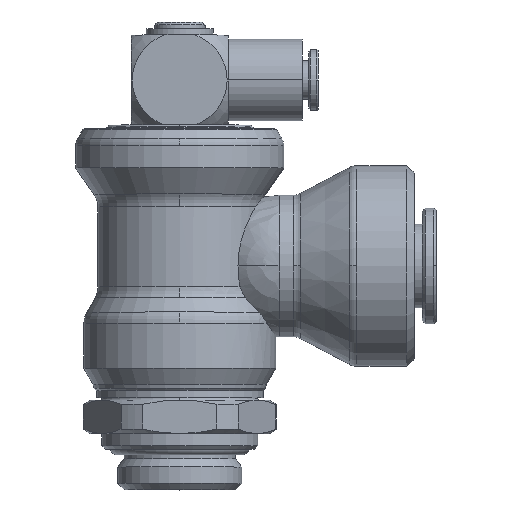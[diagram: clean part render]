
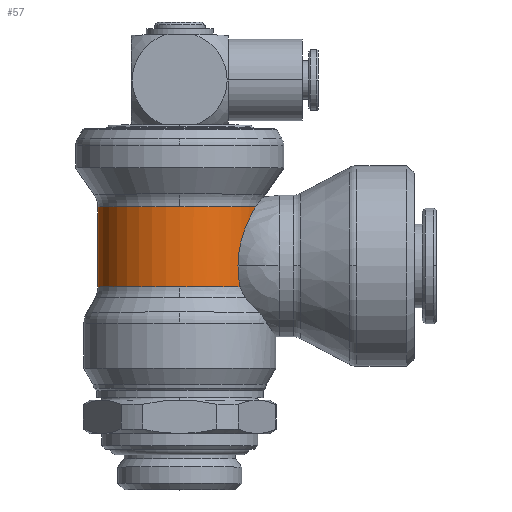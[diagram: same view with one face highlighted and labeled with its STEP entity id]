
A CAD part, top view. The second image highlights one B-rep face of the part: STEP entity #57.
In plain terms, the highlighted cylindrical face has radius 11 mm (diameter 22 mm), a partial arc.
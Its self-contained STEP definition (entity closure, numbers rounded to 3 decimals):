
#57=ADVANCED_FACE('',(#234),#235,.T.);
#234=FACE_OUTER_BOUND('',#579,.T.);
#235=CYLINDRICAL_SURFACE('',#580,11.);
#579=EDGE_LOOP('',(#995,#996,#997,#998,#999,#1000,#1001));
#580=AXIS2_PLACEMENT_3D('',#1002,#1003,#1004);
#995=ORIENTED_EDGE('',*,*,#2256,.F.);
#996=ORIENTED_EDGE('',*,*,#2257,.T.);
#997=ORIENTED_EDGE('',*,*,#2258,.T.);
#998=ORIENTED_EDGE('',*,*,#2259,.T.);
#999=ORIENTED_EDGE('',*,*,#2260,.T.);
#1000=ORIENTED_EDGE('',*,*,#2212,.F.);
#1001=ORIENTED_EDGE('',*,*,#2215,.F.);
#1002=CARTESIAN_POINT('',(0.0,20.618,0.0));
#1003=DIRECTION('',(0.0,1.0,0.0));
#1004=DIRECTION('',(-1.0,0.0,0.0));
#2212=EDGE_CURVE('',#2621,#2623,#2624,.T.);
#2215=EDGE_CURVE('',#2626,#2621,#2628,.T.);
#2256=EDGE_CURVE('',#2698,#2626,#2699,.T.);
#2257=EDGE_CURVE('',#2698,#2700,#2701,.T.);
#2258=EDGE_CURVE('',#2700,#2702,#2703,.T.);
#2259=EDGE_CURVE('',#2702,#2704,#2705,.T.);
#2260=EDGE_CURVE('',#2704,#2623,#2706,.T.);
#2621=VERTEX_POINT('',#3281);
#2623=VERTEX_POINT('',#3283);
#2624=CIRCLE('',#3284,11.);
#2626=VERTEX_POINT('',#3316);
#2628=CIRCLE('',#3318,11.);
#2698=VERTEX_POINT('',#3400);
#2699=LINE('',#3401,#3402);
#2700=VERTEX_POINT('',#3403);
#2701=CIRCLE('',#3404,11.);
#2702=VERTEX_POINT('',#3405);
#2703=CIRCLE('',#3406,11.);
#2704=VERTEX_POINT('',#3407);
#2705=B_SPLINE_CURVE_WITH_KNOTS('',3,(#3408,#3409,#3410,#3411,#3412,#3413,#3414,#3415,#3416,#3417,#3418,#3419,#3420,#3421,#3422,#3423,#3424,#3425,#3426,#3427),.UNSPECIFIED.,.F.,.F.,(4,2,2,2,2,2,2,2,2,4),(0.924,1.848,2.771,3.695,5.698,7.7,9.703,11.705,12.564,13.424),.UNSPECIFIED.);
#2706=B_SPLINE_CURVE_WITH_KNOTS('',3,(#3428,#3429,#3430,#3431,#3432,#3433,#3434,#3435,#3436,#3437,#3438,#3439,#3440,#3441,#3442,#3443,#3444,#3445,#3446,#3447),.UNSPECIFIED.,.F.,.F.,(4,2,2,2,2,2,2,2,2,4),(0.924,1.848,2.771,3.695,5.698,7.7,9.703,11.705,12.564,13.424),.UNSPECIFIED.);
#3281=CARTESIAN_POINT('',(0.,25.992,11.));
#3283=CARTESIAN_POINT('',(10.189,25.992,4.146));
#3284=AXIS2_PLACEMENT_3D('',#4581,#4582,#4583);
#3316=CARTESIAN_POINT('',(-11.,25.992,0.));
#3318=AXIS2_PLACEMENT_3D('',#4587,#4588,#4589);
#3400=CARTESIAN_POINT('',(-11.,15.245,0.));
#3401=CARTESIAN_POINT('',(-11.,20.618,0.));
#3402=VECTOR('',#4686,1.0);
#3403=CARTESIAN_POINT('',(0.,15.245,11.));
#3404=AXIS2_PLACEMENT_3D('',#4687,#4688,#4689);
#3405=CARTESIAN_POINT('',(8.121,15.245,7.419));
#3406=AXIS2_PLACEMENT_3D('',#4690,#4691,#4692);
#3407=CARTESIAN_POINT('',(7.827,18.05,7.729));
#3408=CARTESIAN_POINT('',(8.144,15.14,7.395));
#3409=CARTESIAN_POINT('',(8.076,15.453,7.47));
#3410=CARTESIAN_POINT('',(8.016,15.778,7.533));
#3411=CARTESIAN_POINT('',(7.92,16.434,7.634));
#3412=CARTESIAN_POINT('',(7.884,16.766,7.671));
#3413=CARTESIAN_POINT('',(7.838,17.42,7.718));
#3414=CARTESIAN_POINT('',(7.827,17.742,7.729));
#3415=CARTESIAN_POINT('',(7.827,18.718,7.729));
#3416=CARTESIAN_POINT('',(7.878,19.404,7.678));
#3417=CARTESIAN_POINT('',(8.084,20.759,7.461));
#3418=CARTESIAN_POINT('',(8.239,21.428,7.294));
#3419=CARTESIAN_POINT('',(8.62,22.697,6.839));
#3420=CARTESIAN_POINT('',(8.847,23.298,6.55));
#3421=CARTESIAN_POINT('',(9.323,24.394,5.853));
#3422=CARTESIAN_POINT('',(9.572,24.889,5.445));
#3423=CARTESIAN_POINT('',(9.904,25.499,4.792));
#3424=CARTESIAN_POINT('',(10.006,25.68,4.576));
#3425=CARTESIAN_POINT('',(10.206,26.022,4.111));
#3426=CARTESIAN_POINT('',(10.303,26.183,3.863));
#3427=CARTESIAN_POINT('',(10.393,26.328,3.603));
#3428=CARTESIAN_POINT('',(8.144,15.14,7.395));
#3429=CARTESIAN_POINT('',(8.076,15.453,7.47));
#3430=CARTESIAN_POINT('',(8.016,15.778,7.533));
#3431=CARTESIAN_POINT('',(7.92,16.434,7.634));
#3432=CARTESIAN_POINT('',(7.884,16.766,7.671));
#3433=CARTESIAN_POINT('',(7.838,17.42,7.718));
#3434=CARTESIAN_POINT('',(7.827,17.742,7.729));
#3435=CARTESIAN_POINT('',(7.827,18.718,7.729));
#3436=CARTESIAN_POINT('',(7.878,19.404,7.678));
#3437=CARTESIAN_POINT('',(8.084,20.759,7.461));
#3438=CARTESIAN_POINT('',(8.239,21.428,7.294));
#3439=CARTESIAN_POINT('',(8.62,22.697,6.839));
#3440=CARTESIAN_POINT('',(8.847,23.298,6.55));
#3441=CARTESIAN_POINT('',(9.323,24.394,5.853));
#3442=CARTESIAN_POINT('',(9.572,24.889,5.445));
#3443=CARTESIAN_POINT('',(9.904,25.499,4.792));
#3444=CARTESIAN_POINT('',(10.006,25.68,4.576));
#3445=CARTESIAN_POINT('',(10.206,26.022,4.111));
#3446=CARTESIAN_POINT('',(10.303,26.183,3.863));
#3447=CARTESIAN_POINT('',(10.393,26.328,3.603));
#4581=CARTESIAN_POINT('',(0.0,25.992,0.0));
#4582=DIRECTION('',(0.0,1.0,0.0));
#4583=DIRECTION('',(-1.0,0.0,0.0));
#4587=CARTESIAN_POINT('',(0.0,25.992,0.0));
#4588=DIRECTION('',(0.0,1.0,0.0));
#4589=DIRECTION('',(-1.0,0.0,0.0));
#4686=DIRECTION('',(0.0,1.0,0.0));
#4687=CARTESIAN_POINT('',(0.0,15.245,0.0));
#4688=DIRECTION('',(0.0,1.0,0.0));
#4689=DIRECTION('',(-1.0,0.0,0.0));
#4690=CARTESIAN_POINT('',(0.0,15.245,0.0));
#4691=DIRECTION('',(0.0,1.0,0.0));
#4692=DIRECTION('',(-1.0,0.0,0.0));
